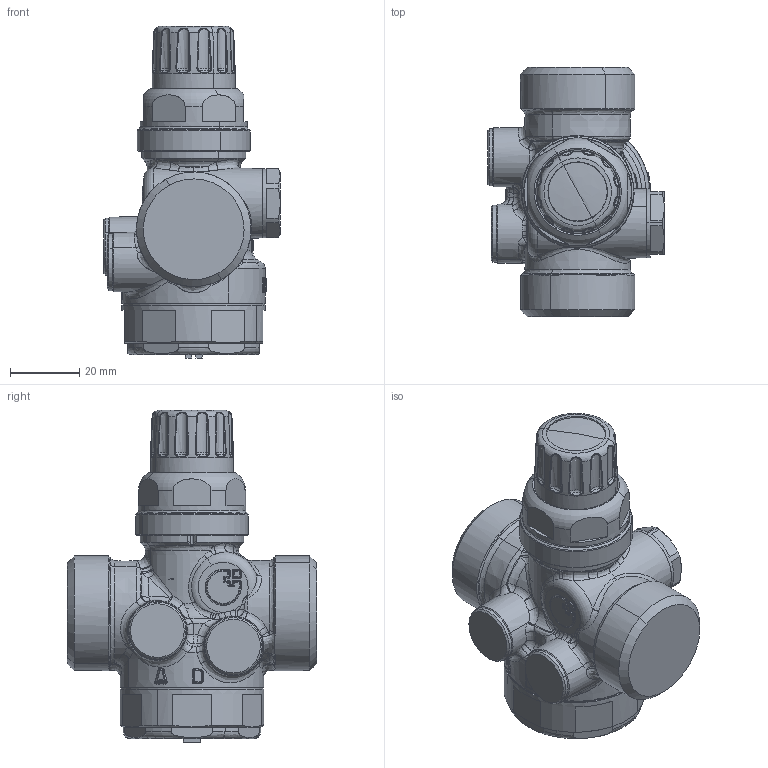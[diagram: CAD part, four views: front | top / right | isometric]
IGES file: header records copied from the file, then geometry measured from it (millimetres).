
Start section:  PTC IGES file: 145554 H40.igs
Global section: file name: 145554 H40.igs; native system: Creo Parametric by PTC Inc.; preprocessor: 2016050; author: sparenzan; organization: Unknown; date: 20170426.142416; units: inch
Bounding box: 51 x 72 x 95.93 mm (x, y, z)
Surface area: 23254.7 mm2 (no closed solid volume)
Topology: 0 solids, 0 shells, 1122 faces, 5100 edges, 5037 vertices
Faces by surface type: bspline 668, revolution 415, extrusion 39
